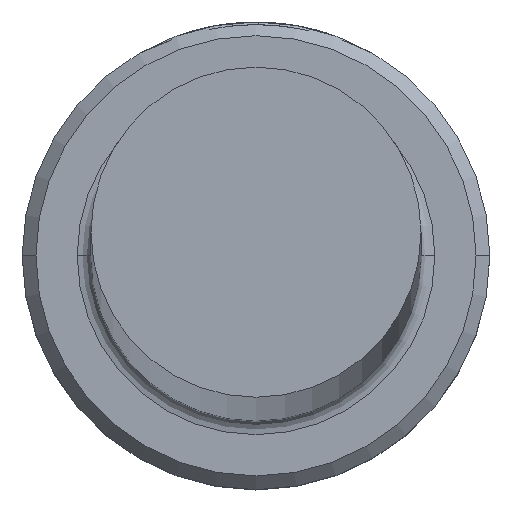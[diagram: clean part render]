
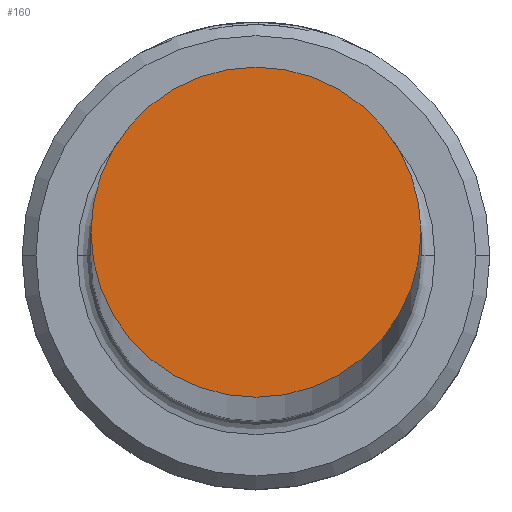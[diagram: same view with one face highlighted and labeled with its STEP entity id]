
A CAD part, top view. The second image highlights one B-rep face of the part: STEP entity #160.
In plain terms, the highlighted planar face has unit normal (0, 0, 1).
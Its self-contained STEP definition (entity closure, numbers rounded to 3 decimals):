
#45 = ORIENTED_EDGE ( 'NONE', *, *, #167, .T. ) ;
#57 = VERTEX_POINT ( 'NONE', #739 ) ;
#160 = ADVANCED_FACE ( 'NONE', ( #240 ), #429, .T. ) ;
#167 = EDGE_CURVE ( 'NONE', #617, #57, #237, .T. ) ;
#237 = CIRCLE ( 'NONE', #1053, 6. ) ;
#240 = FACE_OUTER_BOUND ( 'NONE', #339, .T. ) ;
#290 = ORIENTED_EDGE ( 'NONE', *, *, #788, .T. ) ;
#339 = EDGE_LOOP ( 'NONE', ( #290, #45 ) ) ;
#342 = DIRECTION ( 'NONE',  ( 1., 0., 0. ) ) ;
#373 = DIRECTION ( 'NONE',  ( 0., 0., 1. ) ) ;
#426 = DIRECTION ( 'NONE',  ( 0., 0., 1. ) ) ;
#429 = PLANE ( 'NONE',  #1103 ) ;
#483 = CARTESIAN_POINT ( 'NONE',  ( 0., 0., 500. ) ) ;
#569 = DIRECTION ( 'NONE',  ( 1., 0., 0. ) ) ;
#611 = CARTESIAN_POINT ( 'NONE',  ( 0., 0., 500. ) ) ;
#617 = VERTEX_POINT ( 'NONE', #1195 ) ;
#739 = CARTESIAN_POINT ( 'NONE',  ( -6., 0., 500. ) ) ;
#788 = EDGE_CURVE ( 'NONE', #57, #617, #1010, .T. ) ;
#1010 = CIRCLE ( 'NONE', #1142, 6. ) ;
#1015 = CARTESIAN_POINT ( 'NONE',  ( 0., 0., 500. ) ) ;
#1053 = AXIS2_PLACEMENT_3D ( 'NONE', #1015, #373, #1180 ) ;
#1103 = AXIS2_PLACEMENT_3D ( 'NONE', #611, #426, #342 ) ;
#1114 = DIRECTION ( 'NONE',  ( 0., 0., 1. ) ) ;
#1142 = AXIS2_PLACEMENT_3D ( 'NONE', #483, #1114, #569 ) ;
#1180 = DIRECTION ( 'NONE',  ( 1., 0., 0. ) ) ;
#1195 = CARTESIAN_POINT ( 'NONE',  ( 6., 0., 500. ) ) ;
